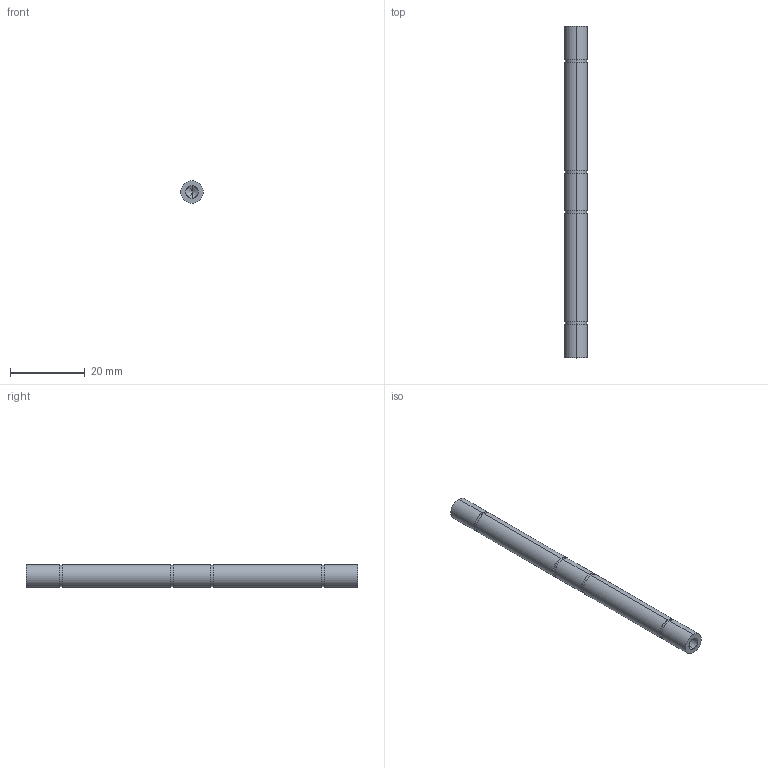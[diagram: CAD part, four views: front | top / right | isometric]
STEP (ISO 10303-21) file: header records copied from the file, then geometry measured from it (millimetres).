
FILE_DESCRIPTION (( 'STEP AP203' ), '1' );
FILE_NAME ('Bottom_Connecting_Rod_Default_sldprt.STEP', '2024-02-26T22:17:45', ( '' ), ( '' ), 'SwSTEP 2.0', 'SolidWorks 2023', '' );
FILE_SCHEMA (( 'CONFIG_CONTROL_DESIGN' ));
Length unit declared in the file: millimetre
Products named in the file (1): Bottom_Connecting_Rod_Default_sldprt
Bounding box: 6 x 89 x 6 mm (x, y, z)
Volume: 2349.1 mm3; surface area: 1942.7 mm2
Topology: 1 solids, 1 shells, 40 faces, 82 edges, 50 vertices
Faces by surface type: cylinder 22, plane 10, cone 8
Entity records: 1119 total; most frequent: DIRECTION 208, CARTESIAN_POINT 169, ORIENTED_EDGE 156, AXIS2_PLACEMENT_3D 89, EDGE_CURVE 78, VERTEX_POINT 50, EDGE_LOOP 50, CIRCLE 48
